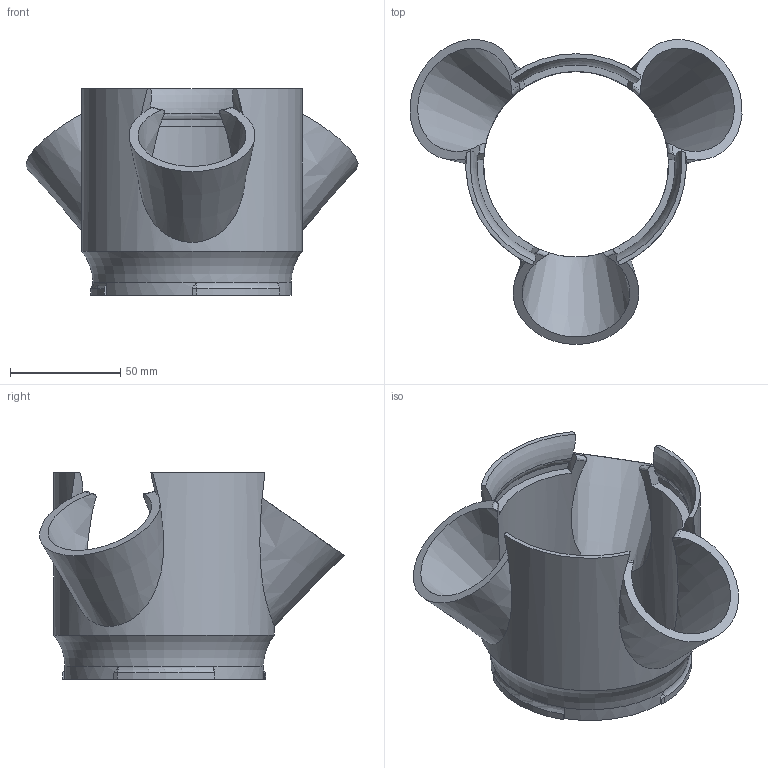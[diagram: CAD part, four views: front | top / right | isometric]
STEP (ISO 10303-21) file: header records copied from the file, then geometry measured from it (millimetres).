
FILE_DESCRIPTION(/* description */ (''),/* implementation_level */ '2;1');
FILE_NAME(/* name */ '50mm Planter Base Module.step',/* time_stamp */ '2024-07-12T16:13:02+10:00',/* author */ (''),/* organization */ (''),/* preprocessor_version */ 'ST-DEVELOPER v20',/* originating_system */ 'Autodesk Translation Framework v13.14.0.145',/* authorisation */ '');
FILE_SCHEMA (('AUTOMOTIVE_DESIGN { 1 0 10303 214 3 1 1 }'));
Length unit declared in the file: millimetre
Products named in the file (1): 50mm Planter Base Module
Bounding box: 150.48 x 138.19 x 93.63 mm (x, y, z)
Volume: 161720.9 mm3; surface area: 64559.3 mm2
Topology: 1 solids, 1 shells, 67 faces, 189 edges, 123 vertices
Faces by surface type: plane 19, cone 18, cylinder 11, torus 10, bspline 9
Full cylindrical faces by diameter (mm): 84 x1, 100 x1
Entity records: 2905 total; most frequent: CARTESIAN_POINT 1235, ORIENTED_EDGE 378, DIRECTION 314, EDGE_CURVE 189, AXIS2_PLACEMENT_3D 144, VERTEX_POINT 123, B_SPLINE_CURVE_WITH_KNOTS 78, EDGE_LOOP 68
